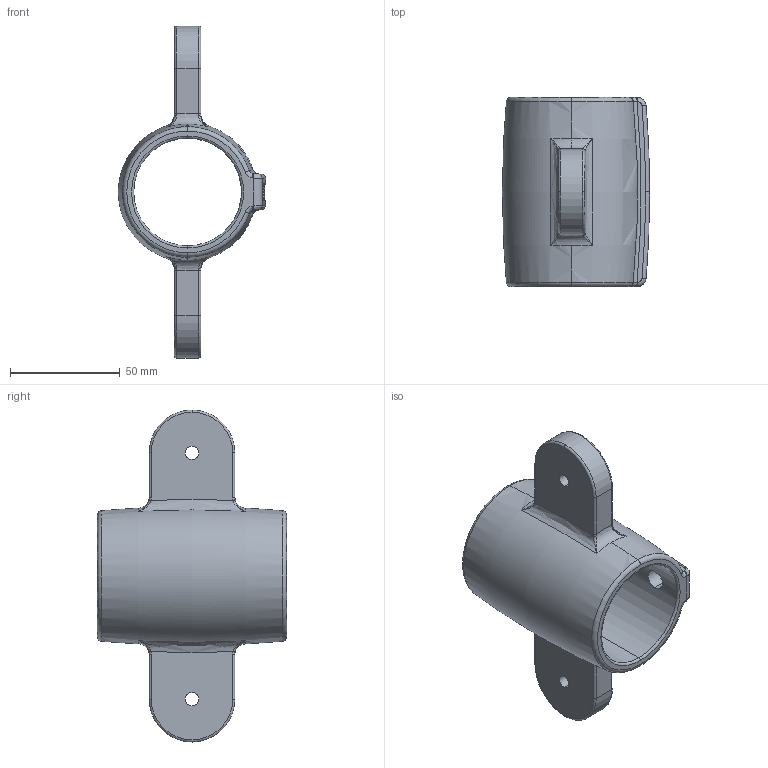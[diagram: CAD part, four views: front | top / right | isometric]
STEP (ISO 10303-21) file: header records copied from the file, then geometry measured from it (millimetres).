
FILE_DESCRIPTION (( 'STEP AP203' ), '1' );
FILE_NAME ('T194019.STEP', '2018-07-10T16:14:24', ( '' ), ( '' ), 'SwSTEP 2.0', 'SolidWorks 2016', '' );
FILE_SCHEMA (( 'CONFIG_CONTROL_DESIGN' ));
Length unit declared in the file: millimetre
Products named in the file (1): T194019
Bounding box: 67 x 86 x 151 mm (x, y, z)
Volume: 136681.8 mm3; surface area: 40247.6 mm2
Topology: 1 solids, 1 shells, 98 faces, 238 edges, 134 vertices
Faces by surface type: bspline 33, cylinder 28, torus 25, plane 12
Entity records: 4195 total; most frequent: CARTESIAN_POINT 2072, ORIENTED_EDGE 460, DIRECTION 401, EDGE_CURVE 230, AXIS2_PLACEMENT_3D 179, VERTEX_POINT 134, CIRCLE 113, EDGE_LOOP 108
